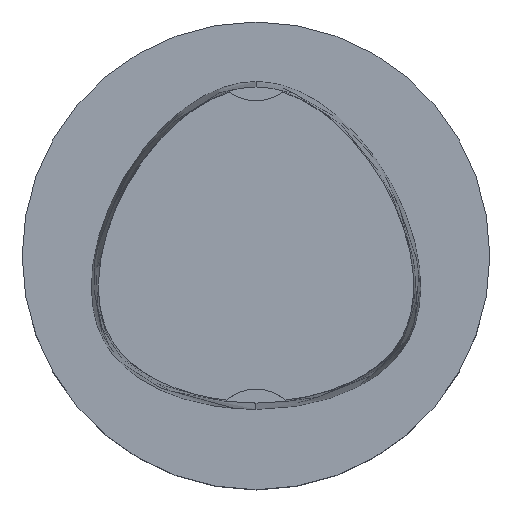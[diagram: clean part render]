
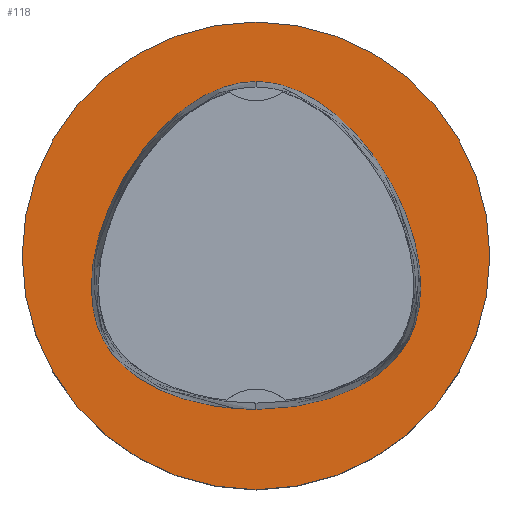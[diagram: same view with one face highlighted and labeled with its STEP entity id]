
A CAD part, top view. The second image highlights one B-rep face of the part: STEP entity #118.
In plain terms, the highlighted planar face has unit normal (0, 0, 1).
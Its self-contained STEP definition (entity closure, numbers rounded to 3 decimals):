
#118=ADVANCED_FACE('240[2]',(#268,#269),#270,.T.);
#123=EDGE_CURVE('240[2]',#276,#277,#278,.T.);
#146=EDGE_CURVE('240[2]',#311,#311,#312,.T.);
#176=EDGE_CURVE('240[2]',#277,#276,#350,.T.);
#268=FACE_OUTER_BOUND('',#573,.T.);
#269=FACE_BOUND('',#574,.T.);
#270=PLANE('',#575);
#276=VERTEX_POINT('',#583);
#277=VERTEX_POINT('',#584);
#278=B_SPLINE_CURVE_WITH_KNOTS('',3,(#585,#586,#587,#588,#589,#590,#591,#592,#593,#594,#595,#596,#597,#598,#599,#600,#601,#602,#603,#604,#605,#606,#607,#608,#609,#610,#611,#612,#613,#614,#615,#616,#617,#618,#619,#620,#621,#622,#623,#624),.UNSPECIFIED.,.F.,.F.,(4,1,1,1,1,1,1,1,1,1,1,1,1,1,1,1,1,1,1,1,1,1,1,1,1,1,1,1,1,1,1,1,1,1,1,1,1,4),(0.0,0.027,0.054,0.081,0.108,0.135,0.162,0.189,0.216,0.243,0.27,0.297,0.324,0.351,0.378,0.405,0.432,0.459,0.486,0.514,0.541,0.568,0.595,0.622,0.649,0.676,0.703,0.73,0.757,0.784,0.811,0.838,0.865,0.892,0.919,0.946,0.973,1.0),.UNSPECIFIED.);
#311=VERTEX_POINT('',#915);
#312=CIRCLE('',#916,31.493);
#350=B_SPLINE_CURVE_WITH_KNOTS('',3,(#1257,#1258,#1259,#1260,#1261,#1262,#1263,#1264,#1265,#1266,#1267,#1268,#1269,#1270,#1271,#1272,#1273,#1274,#1275,#1276,#1277,#1278,#1279,#1280,#1281,#1282,#1283,#1284,#1285,#1286,#1287,#1288,#1289,#1290,#1291,#1292,#1293,#1294,#1295,#1296),.UNSPECIFIED.,.F.,.F.,(4,1,1,1,1,1,1,1,1,1,1,1,1,1,1,1,1,1,1,1,1,1,1,1,1,1,1,1,1,1,1,1,1,1,1,1,1,4),(0.0,0.027,0.054,0.081,0.108,0.135,0.162,0.189,0.216,0.243,0.27,0.297,0.324,0.351,0.378,0.405,0.432,0.459,0.486,0.514,0.541,0.568,0.595,0.622,0.649,0.676,0.703,0.73,0.757,0.784,0.811,0.838,0.865,0.892,0.919,0.946,0.973,1.0),.UNSPECIFIED.);
#573=EDGE_LOOP('',(#1363));
#574=EDGE_LOOP('',(#1364,#1365));
#575=AXIS2_PLACEMENT_3D('',#1366,#1367,#1368);
#583=CARTESIAN_POINT('',(0.,23.475,0.));
#584=CARTESIAN_POINT('',(0.,-20.675,0.));
#585=CARTESIAN_POINT('',(0.,23.475,0.));
#586=CARTESIAN_POINT('',(-0.392,23.475,0.));
#587=CARTESIAN_POINT('',(-1.192,23.437,0.));
#588=CARTESIAN_POINT('',(-2.436,23.256,0.));
#589=CARTESIAN_POINT('',(-3.735,22.94,0.0));
#590=CARTESIAN_POINT('',(-5.096,22.473,0.0));
#591=CARTESIAN_POINT('',(-6.523,21.834,0.0));
#592=CARTESIAN_POINT('',(-8.019,21.002,0.0));
#593=CARTESIAN_POINT('',(-9.577,19.952,0.0));
#594=CARTESIAN_POINT('',(-11.185,18.665,0.0));
#595=CARTESIAN_POINT('',(-12.82,17.127,0.0));
#596=CARTESIAN_POINT('',(-14.445,15.34,0.0));
#597=CARTESIAN_POINT('',(-16.014,13.325,0.0));
#598=CARTESIAN_POINT('',(-17.473,11.128,0.0));
#599=CARTESIAN_POINT('',(-18.774,8.812,0.0));
#600=CARTESIAN_POINT('',(-19.881,6.441,0.0));
#601=CARTESIAN_POINT('',(-20.769,4.089,0.0));
#602=CARTESIAN_POINT('',(-21.432,1.821,0.0));
#603=CARTESIAN_POINT('',(-21.878,-0.319,0.0));
#604=CARTESIAN_POINT('',(-22.128,-2.304,0.0));
#605=CARTESIAN_POINT('',(-22.205,-4.125,0.0));
#606=CARTESIAN_POINT('',(-22.133,-5.785,0.0));
#607=CARTESIAN_POINT('',(-21.933,-7.293,0.0));
#608=CARTESIAN_POINT('',(-21.624,-8.662,0.0));
#609=CARTESIAN_POINT('',(-21.218,-9.906,0.0));
#610=CARTESIAN_POINT('',(-20.726,-11.039,0.0));
#611=CARTESIAN_POINT('',(-20.144,-12.087,0.0));
#612=CARTESIAN_POINT('',(-19.452,-13.088,0.0));
#613=CARTESIAN_POINT('',(-18.627,-14.067,0.0));
#614=CARTESIAN_POINT('',(-17.65,-15.028,0.0));
#615=CARTESIAN_POINT('',(-16.506,-15.964,0.0));
#616=CARTESIAN_POINT('',(-15.173,-16.869,0.0));
#617=CARTESIAN_POINT('',(-13.632,-17.732,0.0));
#618=CARTESIAN_POINT('',(-11.866,-18.534,0.0));
#619=CARTESIAN_POINT('',(-9.868,-19.252,0.0));
#620=CARTESIAN_POINT('',(-7.643,-19.857,0.0));
#621=CARTESIAN_POINT('',(-5.22,-20.319,0.));
#622=CARTESIAN_POINT('',(-2.643,-20.609,0.));
#623=CARTESIAN_POINT('',(-0.891,-20.675,0.));
#624=CARTESIAN_POINT('',(0.,-20.675,0.));
#915=CARTESIAN_POINT('',(0.,31.493,0.));
#916=AXIS2_PLACEMENT_3D('',#1408,#1409,#1410);
#1257=CARTESIAN_POINT('',(0.,-20.675,0.));
#1258=CARTESIAN_POINT('',(0.891,-20.675,0.));
#1259=CARTESIAN_POINT('',(2.643,-20.609,0.));
#1260=CARTESIAN_POINT('',(5.22,-20.319,0.));
#1261=CARTESIAN_POINT('',(7.642,-19.857,0.0));
#1262=CARTESIAN_POINT('',(9.867,-19.252,0.0));
#1263=CARTESIAN_POINT('',(11.865,-18.534,0.0));
#1264=CARTESIAN_POINT('',(13.631,-17.733,0.0));
#1265=CARTESIAN_POINT('',(15.172,-16.87,0.0));
#1266=CARTESIAN_POINT('',(16.505,-15.965,0.0));
#1267=CARTESIAN_POINT('',(17.65,-15.029,0.0));
#1268=CARTESIAN_POINT('',(18.626,-14.068,0.0));
#1269=CARTESIAN_POINT('',(19.452,-13.088,0.0));
#1270=CARTESIAN_POINT('',(20.144,-12.087,0.0));
#1271=CARTESIAN_POINT('',(20.724,-11.041,0.0));
#1272=CARTESIAN_POINT('',(21.216,-9.912,0.0));
#1273=CARTESIAN_POINT('',(21.623,-8.666,0.0));
#1274=CARTESIAN_POINT('',(21.932,-7.298,0.0));
#1275=CARTESIAN_POINT('',(22.132,-5.79,0.0));
#1276=CARTESIAN_POINT('',(22.205,-4.13,0.0));
#1277=CARTESIAN_POINT('',(22.128,-2.309,0.0));
#1278=CARTESIAN_POINT('',(21.879,-0.323,0.0));
#1279=CARTESIAN_POINT('',(21.433,1.817,0.0));
#1280=CARTESIAN_POINT('',(20.77,4.086,0.0));
#1281=CARTESIAN_POINT('',(19.882,6.438,0.0));
#1282=CARTESIAN_POINT('',(18.775,8.81,0.0));
#1283=CARTESIAN_POINT('',(17.475,11.127,0.0));
#1284=CARTESIAN_POINT('',(16.015,13.324,0.0));
#1285=CARTESIAN_POINT('',(14.446,15.339,0.0));
#1286=CARTESIAN_POINT('',(12.821,17.126,0.0));
#1287=CARTESIAN_POINT('',(11.186,18.664,0.0));
#1288=CARTESIAN_POINT('',(9.577,19.952,0.0));
#1289=CARTESIAN_POINT('',(8.019,21.002,0.0));
#1290=CARTESIAN_POINT('',(6.524,21.834,0.0));
#1291=CARTESIAN_POINT('',(5.097,22.473,0.0));
#1292=CARTESIAN_POINT('',(3.736,22.94,0.0));
#1293=CARTESIAN_POINT('',(2.436,23.256,0.));
#1294=CARTESIAN_POINT('',(1.192,23.437,0.));
#1295=CARTESIAN_POINT('',(0.392,23.475,0.));
#1296=CARTESIAN_POINT('',(0.,23.475,0.));
#1363=ORIENTED_EDGE('',*,*,#146,.F.);
#1364=ORIENTED_EDGE('',*,*,#123,.F.);
#1365=ORIENTED_EDGE('',*,*,#176,.F.);
#1366=CARTESIAN_POINT('',(0.,15.746,0.));
#1367=DIRECTION('',(0.,0.,1.0));
#1368=DIRECTION('',(1.0,0.,0.0));
#1408=CARTESIAN_POINT('',(0.0,0.0,0.0));
#1409=DIRECTION('',(0.,0.,-1.0));
#1410=DIRECTION('',(0.,1.0,0.));
